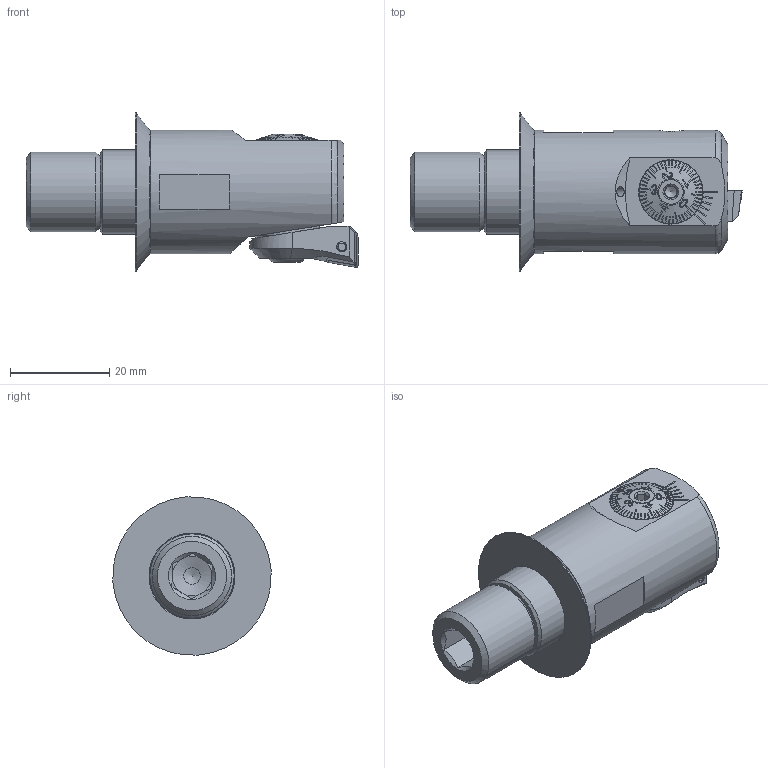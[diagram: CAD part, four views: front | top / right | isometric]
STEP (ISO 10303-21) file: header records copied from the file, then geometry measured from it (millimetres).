
FILE_DESCRIPTION (( 'STEP AP214' ), '1' );
FILE_NAME ('HP5.F25.031.045.STEP', '2020-10-30T13:32:55', ( '' ), ( '' ), 'SwSTEP 2.0', 'SolidWorks 2017', '' );
FILE_SCHEMA (( 'AUTOMOTIVE_DESIGN' ));
Length unit declared in the file: millimetre
Products named in the file (22): F25-ER1.101.008_A; F25-BG2.013.004_A; F25; F25-BG2.008.009_A; ISO 4026 - M5 x 4_PreviewCfg; F25-WCA.001.006; Klebstoff D5; DIN 3771 - 11x1; F25-WCA.001.006_D_fertigbearbeitet; T7 M2.5 x 6_PreviewCfg; F25-BG2.013.003_A; D32-D25.HP5.003_A; F25-BG1.009.006_A; WCA-ER2.001.006_A; F25-BG3.005.018_A_Abgedreht; F25-BG2.010.011_A; HP5.F25.031.045; F25-BG1.012.013; HP5-F25.031.045_A; F25-BG1.002.013_C; HP5-ER2.012.030_A; CCMT060204
Assembly tree (21 placements, depth 4):
  HP5.F25.031.045
    HP5-F25.031.045_A
    F25
      Klebstoff D5
      T7 M2.5 x 6_PreviewCfg
      ISO 4026 - M5 x 4_PreviewCfg
      F25-BG3.005.018_A_Abgedreht
      F25-BG1.012.013
        F25-BG1.002.013_C
        F25-BG2.010.011_A
        F25-BG2.013.003_A
        F25-BG2.013.004_A
        DIN 3771 - 11x1
        F25-BG2.008.009_A
        F25-BG1.009.006_A
    F25-ER1.101.008_A
    F25-WCA.001.006
      F25-WCA.001.006_D_fertigbearbeitet
      CCMT060204
      WCA-ER2.001.006_A
    HP5-ER2.012.030_A
    D32-D25.HP5.003_A
Bounding box: 67 x 31.9 x 31.9 mm (x, y, z)
Volume: 23247.2 mm3; surface area: 14677.4 mm2
Topology: 18 solids, 18 shells, 649 faces, 1670 edges, 1074 vertices
Faces by surface type: plane 357, cone 135, cylinder 84, bspline 47, torus 25, sphere 1
Full cylindrical faces by diameter (mm): 2 x5, 2.05 x2, 2.1 x1, 2.2 x1, 2.4 x1, 2.5 x2, 2.7 x1, 2.8 x1, 3 x1, 3.3 x1, 3.4 x1, 3.5 x1, 3.85 x1, 4.2 x2, 4.95 x2, 5 x8, 5.5 x2, 6.4 x1, 6.6 x1, 7 x2, 7.3 x1, 7.5 x1, 8.5 x1, 9 x3, 10 x2, 10.2 x1, 10.65 x1, 12 x1, 12.5 x1, 12.85 x1
Entity records: 25391 total; most frequent: CARTESIAN_POINT 7423, ORIENTED_EDGE 2976, DIRECTION 2548, EDGE_CURVE 1488, VERTEX_POINT 1033, AXIS2_PLACEMENT_3D 989, EDGE_LOOP 839, FACE_OUTER_BOUND 728
